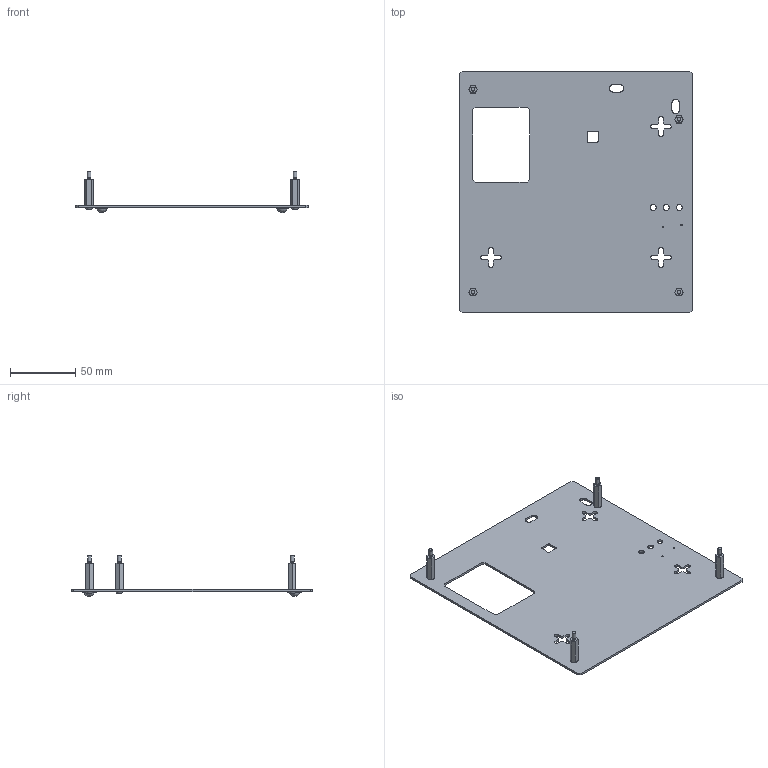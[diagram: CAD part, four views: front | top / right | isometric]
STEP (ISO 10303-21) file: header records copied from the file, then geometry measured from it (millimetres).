
FILE_DESCRIPTION(/* description */ (''),/* implementation_level */ '2;1');
FILE_NAME(/* name */ 'XM - BOTTOM COVER (with SCREWS) v1.2.step',/* time_stamp */ '2023-02-27T08:27:45+01:00',/* author */ (''),/* organization */ (''),/* preprocessor_version */ 'ST-DEVELOPER v19.2',/* originating_system */ 'Autodesk Translation Framework v11.17.0.187',/* authorisation */ '');
FILE_SCHEMA (('AUTOMOTIVE_DESIGN { 1 0 10303 214 3 1 1 }'));
Length unit declared in the file: millimetre
Products named in the file (8): XM - BOTTOM COVER (with SCREWS) v1.2; Board; Packages; DE10-NANO_BOTTOM_PCB_ALT; MINI_ITX_FOORPRINT; M3-SCREW_6MM_ALLEN_BLACK_H=0MM; M3-STUD_M-F_METAL_M3X20+6_LATON; RUBBER_BUMPER_3M_SJ6561_H=0MM
Assembly tree (16 placements, depth 3):
  XM - BOTTOM COVER (with SCREWS) v1.2
    Board
    Packages
      DE10-NANO_BOTTOM_PCB_ALT
      MINI_ITX_FOORPRINT
      M3-SCREW_6MM_ALLEN_BLACK_H=0MM  x4
      M3-STUD_M-F_METAL_M3X20+6_LATON  x4
      RUBBER_BUMPER_3M_SJ6561_H=0MM  x4
Bounding box: 178 x 185 x 31.42 mm (x, y, z)
Volume: 50201.5 mm3; surface area: 65382.3 mm2
Topology: 13 solids, 13 shells, 875 faces, 2363 edges, 1546 vertices
Faces by surface type: plane 469, cylinder 266, bspline 72, cone 48, torus 16, sphere 4
Full cylindrical faces by diameter (mm): 2.134 x4, 2.459 x4, 2.729 x92, 3 x96, 3.75 x4, 4.5 x3, 8.636 x4
Entity records: 17431 total; most frequent: CARTESIAN_POINT 6720, ORIENTED_EDGE 2318, DIRECTION 1957, EDGE_CURVE 1159, LINE 911, VECTOR 911, VERTEX_POINT 766, AXIS2_PLACEMENT_3D 523
